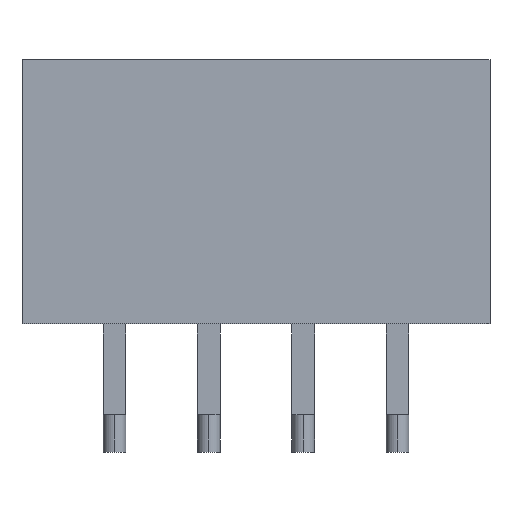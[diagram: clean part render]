
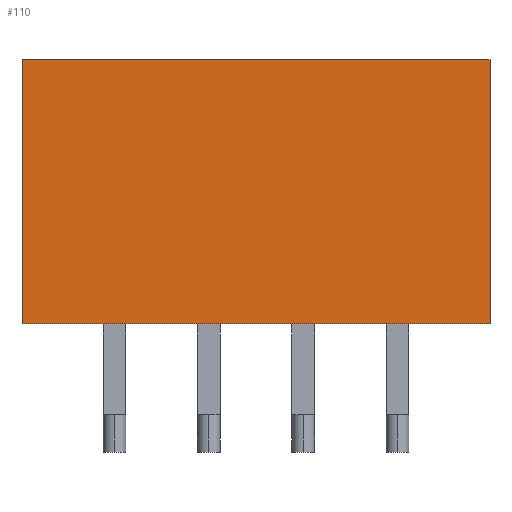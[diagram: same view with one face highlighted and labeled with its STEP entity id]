
A CAD part, front view. The second image highlights one B-rep face of the part: STEP entity #110.
In plain terms, the highlighted planar face has unit normal (0, -1, 0).
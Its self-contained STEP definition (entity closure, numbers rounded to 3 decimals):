
#110 = ADVANCED_FACE ( 'NONE', ( #1370 ), #1416, .T. ) ;
#111 = EDGE_LOOP ( 'NONE', ( #112, #113, #153, #154 ) ) ;
#112 = ORIENTED_EDGE ( 'NONE', *, *, #1081, .F. ) ;
#113 = ORIENTED_EDGE ( 'NONE', *, *, #865, .F. ) ;
#153 = ORIENTED_EDGE ( 'NONE', *, *, #1040, .F. ) ;
#154 = ORIENTED_EDGE ( 'NONE', *, *, #1113, .F. ) ;
#865 = EDGE_CURVE ( 'NONE', #866, #867, #2868, .T. ) ;
#866 = VERTEX_POINT ( 'NONE', #2864 ) ;
#867 = VERTEX_POINT ( 'NONE', #2863 ) ;
#1007 = VERTEX_POINT ( 'NONE', #3179 ) ;
#1040 = EDGE_CURVE ( 'NONE', #1114, #866, #3253, .T. ) ;
#1081 = EDGE_CURVE ( 'NONE', #867, #1007, #3289, .T. ) ;
#1113 = EDGE_CURVE ( 'NONE', #1007, #1114, #3426, .T. ) ;
#1114 = VERTEX_POINT ( 'NONE', #3422 ) ;
#1370 = FACE_OUTER_BOUND ( 'NONE', #111, .T. ) ;
#1412 = DIRECTION ( 'NONE',  ( 0., 0., -1. ) ) ;
#1413 = DIRECTION ( 'NONE',  ( 0., -1., 0. ) ) ;
#1414 = CARTESIAN_POINT ( 'NONE',  ( 0., 0., 0. ) ) ;
#1415 = AXIS2_PLACEMENT_3D ( 'NONE', #1414, #1413, #1412 ) ;
#1416 = PLANE ( 'NONE',  #1415 ) ;
#2863 = CARTESIAN_POINT ( 'NONE',  ( 0., 0., -7. ) ) ;
#2864 = CARTESIAN_POINT ( 'NONE',  ( 12.4, 0., -7. ) ) ;
#2865 = DIRECTION ( 'NONE',  ( -1., 0., 0. ) ) ;
#2866 = VECTOR ( 'NONE', #2865, 1000. ) ;
#2867 = CARTESIAN_POINT ( 'NONE',  ( 0., 0., -7. ) ) ;
#2868 = LINE ( 'NONE', #2867, #2866 ) ;
#3179 = CARTESIAN_POINT ( 'NONE',  ( 0., 0., 0. ) ) ;
#3250 = DIRECTION ( 'NONE',  ( 0., 0., -1. ) ) ;
#3251 = VECTOR ( 'NONE', #3250, 1000. ) ;
#3252 = CARTESIAN_POINT ( 'NONE',  ( 12.4, 0., 0. ) ) ;
#3253 = LINE ( 'NONE', #3252, #3251 ) ;
#3286 = DIRECTION ( 'NONE',  ( 0., 0., 1. ) ) ;
#3287 = VECTOR ( 'NONE', #3286, 1000. ) ;
#3288 = CARTESIAN_POINT ( 'NONE',  ( 0., 0., 0. ) ) ;
#3289 = LINE ( 'NONE', #3288, #3287 ) ;
#3422 = CARTESIAN_POINT ( 'NONE',  ( 12.4, 0., 0. ) ) ;
#3423 = DIRECTION ( 'NONE',  ( 1., 0., 0. ) ) ;
#3424 = VECTOR ( 'NONE', #3423, 1000. ) ;
#3425 = CARTESIAN_POINT ( 'NONE',  ( 0., 0., 0. ) ) ;
#3426 = LINE ( 'NONE', #3425, #3424 ) ;
